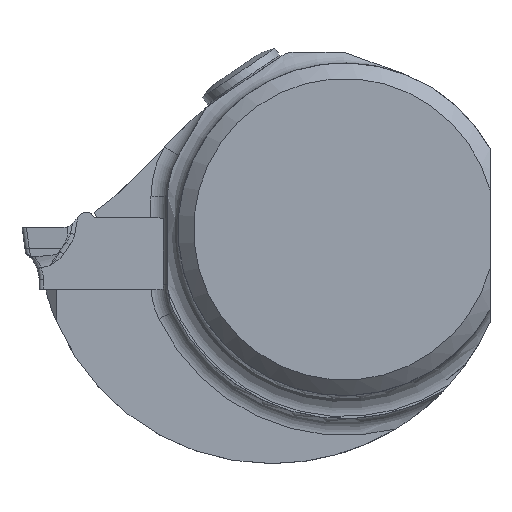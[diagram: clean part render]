
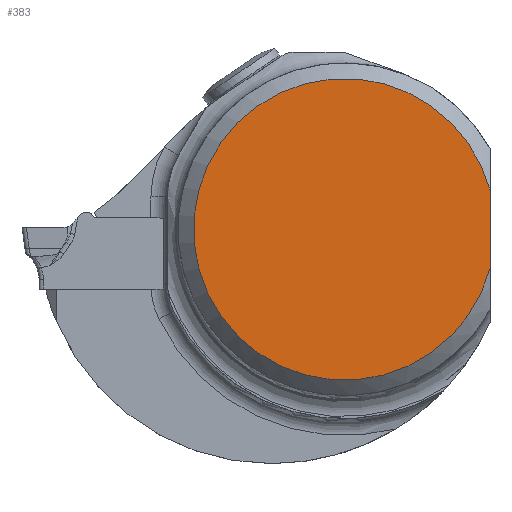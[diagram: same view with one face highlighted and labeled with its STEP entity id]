
A CAD part, top view. The second image highlights one B-rep face of the part: STEP entity #383.
In plain terms, the highlighted planar face has unit normal (0, 0, 1).
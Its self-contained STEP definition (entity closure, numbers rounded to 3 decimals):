
#234=PLANE('',#2725);
#306=CIRCLE('',#2724,7.25);
#383=ADVANCED_FACE('',(#541),#234,.F.);
#541=FACE_OUTER_BOUND('',#680,.T.);
#680=EDGE_LOOP('',(#1226,#1227));
#842=LINE('',#3847,#1013);
#1013=VECTOR('',#3014,1.);
#1226=ORIENTED_EDGE('',*,*,#2236,.F.);
#1227=ORIENTED_EDGE('',*,*,#2237,.T.);
#1984=VERTEX_POINT('',#3848);
#1985=VERTEX_POINT('',#3849);
#2236=EDGE_CURVE('',#1984,#1985,#842,.T.);
#2237=EDGE_CURVE('',#1984,#1985,#306,.T.);
#2724=AXIS2_PLACEMENT_3D('',#3850,#3015,#3016);
#2725=AXIS2_PLACEMENT_3D('',#3851,#3017,#3018);
#3014=DIRECTION('',(0.,-1.,0.));
#3015=DIRECTION('',(0.,0.,1.));
#3016=DIRECTION('',(-1.,0.,0.));
#3017=DIRECTION('',(0.,0.,-1.));
#3018=DIRECTION('',(-1.,0.,0.));
#3847=CARTESIAN_POINT('',(7.,0.,0.299));
#3848=CARTESIAN_POINT('',(7.,1.887,0.299));
#3849=CARTESIAN_POINT('',(7.,-1.887,0.299));
#3850=CARTESIAN_POINT('',(0.,0.,0.299));
#3851=CARTESIAN_POINT('',(0.,0.,0.299));
